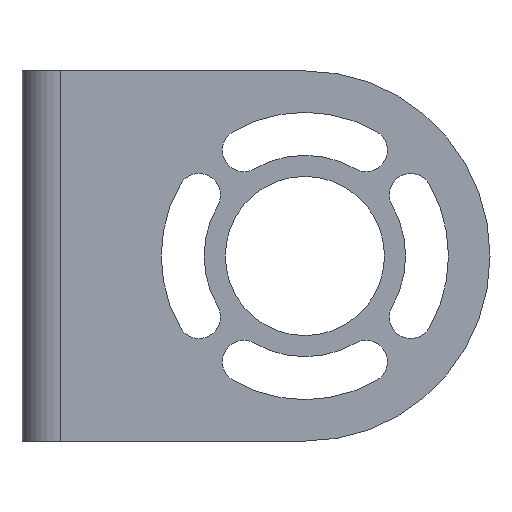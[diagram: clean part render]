
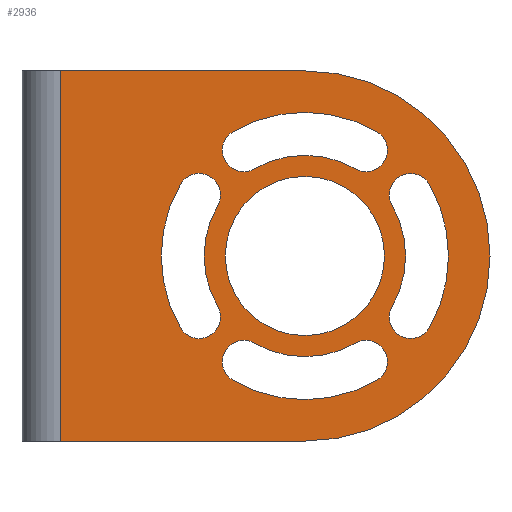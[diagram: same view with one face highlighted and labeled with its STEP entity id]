
A CAD part, front view. The second image highlights one B-rep face of the part: STEP entity #2936.
In plain terms, the highlighted planar face has unit normal (0, -1, 0).
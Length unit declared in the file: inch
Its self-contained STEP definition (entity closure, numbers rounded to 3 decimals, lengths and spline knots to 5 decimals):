
#1=CARTESIAN_POINT('',(1.50394,0.,0.));
#2=DIRECTION('',(0.,1.,0.));
#3=DIRECTION('',(0.,0.,1.));
#4=AXIS2_PLACEMENT_3D('',#1,#2,#3);
#6=CARTESIAN_POINT('',(1.50394,0.,0.));
#7=DIRECTION('',(0.,1.,0.));
#8=DIRECTION('',(1.,0.,0.));
#9=AXIS2_PLACEMENT_3D('',#6,#7,#8);
#11=CARTESIAN_POINT('',(1.50394,0.,0.));
#12=DIRECTION('',(0.,1.,0.));
#13=DIRECTION('',(-0.5,0.,0.866));
#14=AXIS2_PLACEMENT_3D('',#11,#12,#13);
#16=CARTESIAN_POINT('',(1.82874,0.,0.56258));
#17=DIRECTION('',(0.,1.,0.));
#18=DIRECTION('',(0.5,0.,0.866));
#19=AXIS2_PLACEMENT_3D('',#16,#17,#18);
#21=CARTESIAN_POINT('',(1.50394,0.,0.));
#22=DIRECTION('',(0.,1.,0.));
#23=DIRECTION('',(-0.5,0.,0.866));
#24=AXIS2_PLACEMENT_3D('',#21,#22,#23);
#26=CARTESIAN_POINT('',(1.17913,0.,0.56258));
#27=DIRECTION('',(0.,1.,0.));
#28=DIRECTION('',(0.5,0.,-0.866));
#29=AXIS2_PLACEMENT_3D('',#26,#27,#28);
#31=CARTESIAN_POINT('',(1.50394,0.,0.));
#32=DIRECTION('',(0.,1.,0.));
#33=DIRECTION('',(-0.866,0.,-0.5));
#34=AXIS2_PLACEMENT_3D('',#31,#32,#33);
#36=CARTESIAN_POINT('',(0.94136,0.,0.3248));
#37=DIRECTION('',(0.,1.,0.));
#38=DIRECTION('',(-0.866,0.,0.5));
#39=AXIS2_PLACEMENT_3D('',#36,#37,#38);
#41=CARTESIAN_POINT('',(1.50394,0.,0.));
#42=DIRECTION('',(0.,1.,0.));
#43=DIRECTION('',(-0.866,0.,-0.5));
#44=AXIS2_PLACEMENT_3D('',#41,#42,#43);
#46=CARTESIAN_POINT('',(0.94136,0.,-0.3248));
#47=DIRECTION('',(0.,1.,0.));
#48=DIRECTION('',(0.866,0.,0.5));
#49=AXIS2_PLACEMENT_3D('',#46,#47,#48);
#51=CARTESIAN_POINT('',(1.50394,0.,0.));
#52=DIRECTION('',(0.,1.,0.));
#53=DIRECTION('',(0.5,0.,-0.866));
#54=AXIS2_PLACEMENT_3D('',#51,#52,#53);
#56=CARTESIAN_POINT('',(1.17913,0.,-0.56258));
#57=DIRECTION('',(0.,1.,0.));
#58=DIRECTION('',(-0.5,0.,-0.866));
#59=AXIS2_PLACEMENT_3D('',#56,#57,#58);
#61=CARTESIAN_POINT('',(1.50394,0.,0.));
#62=DIRECTION('',(0.,1.,0.));
#63=DIRECTION('',(0.5,0.,-0.866));
#64=AXIS2_PLACEMENT_3D('',#61,#62,#63);
#66=CARTESIAN_POINT('',(1.82874,0.,-0.56258));
#67=DIRECTION('',(0.,1.,0.));
#68=DIRECTION('',(-0.5,0.,0.866));
#69=AXIS2_PLACEMENT_3D('',#66,#67,#68);
#71=CARTESIAN_POINT('',(1.50394,0.,0.));
#72=DIRECTION('',(0.,1.,0.));
#73=DIRECTION('',(1.,0.,0.));
#74=AXIS2_PLACEMENT_3D('',#71,#72,#73);
#76=CARTESIAN_POINT('',(1.50394,0.,0.));
#77=DIRECTION('',(0.,1.,0.));
#78=DIRECTION('',(-1.,0.,0.));
#79=AXIS2_PLACEMENT_3D('',#76,#77,#78);
#81=CARTESIAN_POINT('',(1.50394,0.,0.));
#82=DIRECTION('',(0.,1.,0.));
#83=DIRECTION('',(0.866,0.,0.5));
#84=AXIS2_PLACEMENT_3D('',#81,#82,#83);
#86=CARTESIAN_POINT('',(2.06651,0.,-0.3248));
#87=DIRECTION('',(0.,1.,0.));
#88=DIRECTION('',(0.866,0.,-0.5));
#89=AXIS2_PLACEMENT_3D('',#86,#87,#88);
#91=CARTESIAN_POINT('',(1.50394,0.,0.));
#92=DIRECTION('',(0.,1.,0.));
#93=DIRECTION('',(0.866,0.,0.5));
#94=AXIS2_PLACEMENT_3D('',#91,#92,#93);
#96=CARTESIAN_POINT('',(2.06651,0.,0.3248));
#97=DIRECTION('',(0.,1.,0.));
#98=DIRECTION('',(-0.866,0.,-0.5));
#99=AXIS2_PLACEMENT_3D('',#96,#97,#98);
#561=DIRECTION('',(-1.,0.,0.));
#562=VECTOR('',#561,1.29921);
#563=CARTESIAN_POINT('',(1.50394,0.,0.98425));
#564=LINE('',#563,#562);
#587=DIRECTION('',(0.,0.,1.));
#588=VECTOR('',#587,1.9685);
#589=CARTESIAN_POINT('',(0.20472,0.,-0.98425));
#590=LINE('',#589,#588);
#609=DIRECTION('',(-1.,0.,0.));
#610=VECTOR('',#609,1.29921);
#611=CARTESIAN_POINT('',(1.50394,0.,-0.98425));
#612=LINE('',#611,#610);
#2173=CARTESIAN_POINT('',(0.20472,0.,-0.98425));
#2175=VERTEX_POINT('',#2173);
#2177=CARTESIAN_POINT('',(0.20472,0.,0.98425));
#2179=VERTEX_POINT('',#2177);
#2195=CARTESIAN_POINT('',(1.50394,0.,0.98425));
#2196=CARTESIAN_POINT('',(2.48819,0.,0.));
#2197=VERTEX_POINT('',#2195);
#2198=VERTEX_POINT('',#2196);
#2199=CARTESIAN_POINT('',(1.50394,0.,-0.98425));
#2200=VERTEX_POINT('',#2199);
#2205=CARTESIAN_POINT('',(1.92717,0.,0.));
#2206=CARTESIAN_POINT('',(1.08071,0.,0.));
#2207=VERTEX_POINT('',#2205);
#2208=VERTEX_POINT('',#2206);
#2217=CARTESIAN_POINT('',(1.96764,0.,0.26772));
#2218=CARTESIAN_POINT('',(1.96764,0.,-0.26772));
#2219=VERTEX_POINT('',#2217);
#2220=VERTEX_POINT('',#2218);
#2221=CARTESIAN_POINT('',(2.16539,0.,-0.38189));
#2222=VERTEX_POINT('',#2221);
#2223=CARTESIAN_POINT('',(2.16539,0.,0.38189));
#2224=VERTEX_POINT('',#2223);
#2233=CARTESIAN_POINT('',(1.77165,0.,-0.4637));
#2234=CARTESIAN_POINT('',(1.23622,0.,-0.4637));
#2235=VERTEX_POINT('',#2233);
#2236=VERTEX_POINT('',#2234);
#2237=CARTESIAN_POINT('',(1.12205,0.,-0.66145));
#2238=VERTEX_POINT('',#2237);
#2239=CARTESIAN_POINT('',(1.88583,0.,-0.66145));
#2240=VERTEX_POINT('',#2239);
#2249=CARTESIAN_POINT('',(1.04024,0.,-0.26772));
#2250=CARTESIAN_POINT('',(1.04024,0.,0.26772));
#2251=VERTEX_POINT('',#2249);
#2252=VERTEX_POINT('',#2250);
#2253=CARTESIAN_POINT('',(0.84248,0.,0.38189));
#2254=VERTEX_POINT('',#2253);
#2255=CARTESIAN_POINT('',(0.84248,0.,-0.38189));
#2256=VERTEX_POINT('',#2255);
#2265=CARTESIAN_POINT('',(1.23622,0.,0.4637));
#2266=CARTESIAN_POINT('',(1.77165,0.,0.4637));
#2267=VERTEX_POINT('',#2265);
#2268=VERTEX_POINT('',#2266);
#2269=CARTESIAN_POINT('',(1.88583,0.,0.66145));
#2270=VERTEX_POINT('',#2269);
#2271=CARTESIAN_POINT('',(1.12205,0.,0.66145));
#2272=VERTEX_POINT('',#2271);
#2873=CARTESIAN_POINT('',(2.48819,0.,-0.98425));
#2874=DIRECTION('',(0.,-1.,0.));
#2875=DIRECTION('',(-1.,0.,0.));
#2876=AXIS2_PLACEMENT_3D('',#2873,#2874,#2875);
#2877=PLANE('',#2876);
#2879=ORIENTED_EDGE('',*,*,#2878,.T.);
#2881=ORIENTED_EDGE('',*,*,#2880,.T.);
#2883=ORIENTED_EDGE('',*,*,#2882,.T.);
#2885=ORIENTED_EDGE('',*,*,#2884,.T.);
#2887=ORIENTED_EDGE('',*,*,#2886,.F.);
#2888=EDGE_LOOP('',(#2879,#2881,#2883,#2885,#2887));
#2889=FACE_OUTER_BOUND('',#2888,.F.);
#2891=ORIENTED_EDGE('',*,*,#2890,.T.);
#2893=ORIENTED_EDGE('',*,*,#2892,.F.);
#2895=ORIENTED_EDGE('',*,*,#2894,.F.);
#2897=ORIENTED_EDGE('',*,*,#2896,.F.);
#2898=EDGE_LOOP('',(#2891,#2893,#2895,#2897));
#2899=FACE_BOUND('',#2898,.F.);
#2901=ORIENTED_EDGE('',*,*,#2900,.T.);
#2903=ORIENTED_EDGE('',*,*,#2902,.F.);
#2905=ORIENTED_EDGE('',*,*,#2904,.F.);
#2907=ORIENTED_EDGE('',*,*,#2906,.F.);
#2908=EDGE_LOOP('',(#2901,#2903,#2905,#2907));
#2909=FACE_BOUND('',#2908,.F.);
#2911=ORIENTED_EDGE('',*,*,#2910,.T.);
#2913=ORIENTED_EDGE('',*,*,#2912,.F.);
#2915=ORIENTED_EDGE('',*,*,#2914,.F.);
#2917=ORIENTED_EDGE('',*,*,#2916,.F.);
#2918=EDGE_LOOP('',(#2911,#2913,#2915,#2917));
#2919=FACE_BOUND('',#2918,.F.);
#2921=ORIENTED_EDGE('',*,*,#2920,.F.);
#2923=ORIENTED_EDGE('',*,*,#2922,.F.);
#2924=EDGE_LOOP('',(#2921,#2923));
#2925=FACE_BOUND('',#2924,.F.);
#2927=ORIENTED_EDGE('',*,*,#2926,.T.);
#2929=ORIENTED_EDGE('',*,*,#2928,.F.);
#2931=ORIENTED_EDGE('',*,*,#2930,.F.);
#2933=ORIENTED_EDGE('',*,*,#2932,.F.);
#2934=EDGE_LOOP('',(#2927,#2929,#2931,#2933));
#2935=FACE_BOUND('',#2934,.F.);
#2936=ADVANCED_FACE('',(#2889,#2899,#2909,#2919,#2925,#2935),#2877,.T.);
#5=CIRCLE('',#4,0.98425);
#10=CIRCLE('',#9,0.98425);
#15=CIRCLE('',#14,0.53543);
#20=CIRCLE('',#19,0.11417);
#25=CIRCLE('',#24,0.76378);
#30=CIRCLE('',#29,0.11417);
#35=CIRCLE('',#34,0.53543);
#40=CIRCLE('',#39,0.11417);
#45=CIRCLE('',#44,0.76378);
#50=CIRCLE('',#49,0.11417);
#55=CIRCLE('',#54,0.53543);
#60=CIRCLE('',#59,0.11417);
#65=CIRCLE('',#64,0.76378);
#70=CIRCLE('',#69,0.11417);
#75=CIRCLE('',#74,0.42323);
#80=CIRCLE('',#79,0.42323);
#85=CIRCLE('',#84,0.53543);
#90=CIRCLE('',#89,0.11417);
#95=CIRCLE('',#94,0.76378);
#100=CIRCLE('',#99,0.11417);
#2878=EDGE_CURVE('',#2197,#2198,#5,.T.);
#2880=EDGE_CURVE('',#2198,#2200,#10,.T.);
#2882=EDGE_CURVE('',#2200,#2175,#612,.T.);
#2884=EDGE_CURVE('',#2175,#2179,#590,.T.);
#2886=EDGE_CURVE('',#2197,#2179,#564,.T.);
#2890=EDGE_CURVE('',#2267,#2268,#15,.T.);
#2892=EDGE_CURVE('',#2270,#2268,#20,.T.);
#2894=EDGE_CURVE('',#2272,#2270,#25,.T.);
#2896=EDGE_CURVE('',#2267,#2272,#30,.T.);
#2900=EDGE_CURVE('',#2251,#2252,#35,.T.);
#2902=EDGE_CURVE('',#2254,#2252,#40,.T.);
#2904=EDGE_CURVE('',#2256,#2254,#45,.T.);
#2906=EDGE_CURVE('',#2251,#2256,#50,.T.);
#2910=EDGE_CURVE('',#2235,#2236,#55,.T.);
#2912=EDGE_CURVE('',#2238,#2236,#60,.T.);
#2914=EDGE_CURVE('',#2240,#2238,#65,.T.);
#2916=EDGE_CURVE('',#2235,#2240,#70,.T.);
#2920=EDGE_CURVE('',#2207,#2208,#75,.T.);
#2922=EDGE_CURVE('',#2208,#2207,#80,.T.);
#2926=EDGE_CURVE('',#2219,#2220,#85,.T.);
#2928=EDGE_CURVE('',#2222,#2220,#90,.T.);
#2930=EDGE_CURVE('',#2224,#2222,#95,.T.);
#2932=EDGE_CURVE('',#2219,#2224,#100,.T.);
